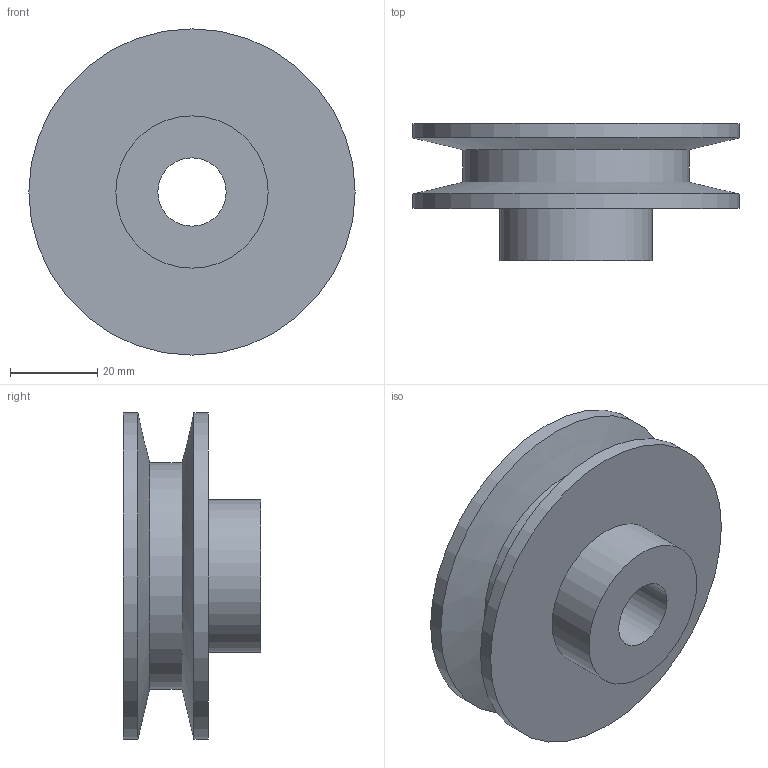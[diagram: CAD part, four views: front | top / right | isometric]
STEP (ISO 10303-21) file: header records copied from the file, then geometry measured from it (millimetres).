
FILE_DESCRIPTION(('WelSim Geometry'),'2;1');
FILE_NAME( 'Geom17.step', '2022-08-21T14:26:29',('WELSIM'),('WelSimulation LLC'), 'Open CASCADE STEP processor 7.4','WelSim24','Unknown');
FILE_SCHEMA(('AUTOMOTIVE_DESIGN { 1 0 10303 214 1 1 1 1 }'));
Length unit declared in the file: centimetre
Products named in the file (1): Polea_del_motor
Bounding box: 75 x 31.5 x 75 mm (x, y, z)
Volume: 67821.3 mm3; surface area: 18815.1 mm2
Topology: 1 solids, 1 shells, 10 faces, 17 edges, 10 vertices
Faces by surface type: cylinder 5, plane 3, cone 2
Full cylindrical faces by diameter (mm): 15.7 x1, 35 x1, 52 x1, 75 x2
Entity records: 473 total; most frequent: CARTESIAN_POINT 91, DIRECTION 74, ORIENTED_EDGE 34, PCURVE 34, DEFINITIONAL_REPRESENTATION 34, LINE 28, VECTOR 28, AXIS2_PLACEMENT_3D 21
